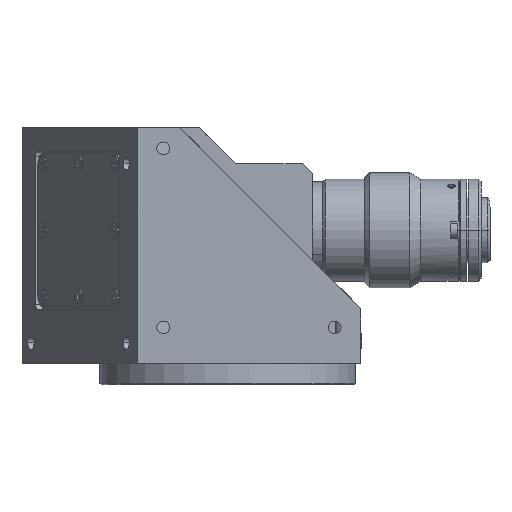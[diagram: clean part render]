
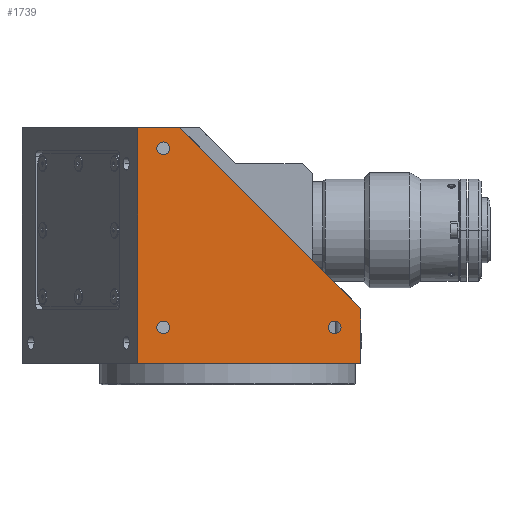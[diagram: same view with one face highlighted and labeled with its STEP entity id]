
A CAD part, front view. The second image highlights one B-rep face of the part: STEP entity #1739.
In plain terms, the highlighted planar face has unit normal (0, -1, 0).
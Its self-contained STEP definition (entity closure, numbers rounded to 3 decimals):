
#6 = DIRECTION ( 'NONE',  ( 0., 0., 1. ) ) ;
#239 = AXIS2_PLACEMENT_3D ( 'NONE', #10978, #13364, #1244 ) ;
#578 = VERTEX_POINT ( 'NONE', #11831 ) ;
#792 = DIRECTION ( 'NONE',  ( 0., -1., 0. ) ) ;
#1026 = LINE ( 'NONE', #2406, #12875 ) ;
#1117 = EDGE_LOOP ( 'NONE', ( #12018, #2895 ) ) ;
#1236 = VERTEX_POINT ( 'NONE', #4319 ) ;
#1239 = AXIS2_PLACEMENT_3D ( 'NONE', #8009, #792, #13931 ) ;
#1244 = DIRECTION ( 'NONE',  ( 0., 0., -1. ) ) ;
#1299 = ORIENTED_EDGE ( 'NONE', *, *, #10540, .F. ) ;
#1322 = ORIENTED_EDGE ( 'NONE', *, *, #9918, .T. ) ;
#1436 = FACE_BOUND ( 'NONE', #3085, .T. ) ;
#1648 = VERTEX_POINT ( 'NONE', #5528 ) ;
#1739 = ADVANCED_FACE ( 'NONE', ( #1436, #10612, #2289, #9291 ), #2519, .T. ) ;
#1846 = ORIENTED_EDGE ( 'NONE', *, *, #5992, .F. ) ;
#1902 = CARTESIAN_POINT ( 'NONE',  ( -35.185, -52., 190.192 ) ) ;
#2289 = FACE_BOUND ( 'NONE', #1117, .T. ) ;
#2406 = CARTESIAN_POINT ( 'NONE',  ( -35.185, -52., 180.192 ) ) ;
#2408 = VECTOR ( 'NONE', #10178, 1000. ) ;
#2519 = PLANE ( 'NONE',  #4911 ) ;
#2715 = CARTESIAN_POINT ( 'NONE',  ( -25.185, -52., 276.692 ) ) ;
#2745 = DIRECTION ( 'NONE',  ( 0., 0., 1. ) ) ;
#2845 = VERTEX_POINT ( 'NONE', #11819 ) ;
#2895 = ORIENTED_EDGE ( 'NONE', *, *, #3457, .F. ) ;
#2913 = EDGE_LOOP ( 'NONE', ( #7695, #1299 ) ) ;
#3085 = EDGE_LOOP ( 'NONE', ( #6233, #4273 ) ) ;
#3102 = CARTESIAN_POINT ( 'NONE',  ( -18.787, -52., 282.192 ) ) ;
#3237 = DIRECTION ( 'NONE',  ( 1., 0., 0. ) ) ;
#3457 = EDGE_CURVE ( 'NONE', #7774, #1648, #14257, .T. ) ;
#3654 = EDGE_CURVE ( 'NONE', #5005, #4526, #14741, .T. ) ;
#3805 = DIRECTION ( 'NONE',  ( 0., 0., -1. ) ) ;
#3851 = CARTESIAN_POINT ( 'NONE',  ( 41.815, -52., 204.192 ) ) ;
#3859 = CARTESIAN_POINT ( 'NONE',  ( 52., -52., 211.405 ) ) ;
#4155 = CARTESIAN_POINT ( 'NONE',  ( -25.185, -52., 206.692 ) ) ;
#4273 = ORIENTED_EDGE ( 'NONE', *, *, #8186, .F. ) ;
#4319 = CARTESIAN_POINT ( 'NONE',  ( -18.787, -52., 282.192 ) ) ;
#4491 = EDGE_CURVE ( 'NONE', #14334, #8953, #10122, .T. ) ;
#4526 = VERTEX_POINT ( 'NONE', #2715 ) ;
#4785 = CARTESIAN_POINT ( 'NONE',  ( 41.815, -52., 206.692 ) ) ;
#4838 = ORIENTED_EDGE ( 'NONE', *, *, #13035, .T. ) ;
#4911 = AXIS2_PLACEMENT_3D ( 'NONE', #9375, #15115, #14280 ) ;
#5005 = VERTEX_POINT ( 'NONE', #8466 ) ;
#5300 = DIRECTION ( 'NONE',  ( 0., -1., 0. ) ) ;
#5528 = CARTESIAN_POINT ( 'NONE',  ( -25.185, -52., 201.692 ) ) ;
#5614 = LINE ( 'NONE', #5695, #12504 ) ;
#5695 = CARTESIAN_POINT ( 'NONE',  ( -35.185, -52., 190.192 ) ) ;
#5864 = CIRCLE ( 'NONE', #12017, 2.5 ) ;
#5992 = EDGE_CURVE ( 'NONE', #10329, #2845, #1026, .T. ) ;
#6068 = ORIENTED_EDGE ( 'NONE', *, *, #12434, .T. ) ;
#6233 = ORIENTED_EDGE ( 'NONE', *, *, #3654, .F. ) ;
#6446 = CARTESIAN_POINT ( 'NONE',  ( 52., -52., 180.192 ) ) ;
#6450 = DIRECTION ( 'NONE',  ( 0., -1., 0. ) ) ;
#7695 = ORIENTED_EDGE ( 'NONE', *, *, #4491, .F. ) ;
#7774 = VERTEX_POINT ( 'NONE', #4155 ) ;
#7905 = VECTOR ( 'NONE', #10370, 1000. ) ;
#8009 = CARTESIAN_POINT ( 'NONE',  ( -25.185, -52., 204.192 ) ) ;
#8186 = EDGE_CURVE ( 'NONE', #4526, #5005, #14933, .T. ) ;
#8247 = DIRECTION ( 'NONE',  ( 0., -1., 0. ) ) ;
#8337 = DIRECTION ( 'NONE',  ( 0., 0., -1. ) ) ;
#8466 = CARTESIAN_POINT ( 'NONE',  ( -25.185, -52., 271.692 ) ) ;
#8949 = LINE ( 'NONE', #3102, #2408 ) ;
#8953 = VERTEX_POINT ( 'NONE', #4785 ) ;
#9106 = CARTESIAN_POINT ( 'NONE',  ( 41.815, -52., 201.692 ) ) ;
#9291 = FACE_OUTER_BOUND ( 'NONE', #14269, .T. ) ;
#9375 = CARTESIAN_POINT ( 'NONE',  ( -35.185, -52., 180.192 ) ) ;
#9771 = EDGE_CURVE ( 'NONE', #1648, #7774, #5864, .T. ) ;
#9918 = EDGE_CURVE ( 'NONE', #10329, #578, #5614, .T. ) ;
#10003 = AXIS2_PLACEMENT_3D ( 'NONE', #14575, #6450, #13357 ) ;
#10122 = CIRCLE ( 'NONE', #12571, 2.5 ) ;
#10155 = DIRECTION ( 'NONE',  ( 0., 0., -1. ) ) ;
#10178 = DIRECTION ( 'NONE',  ( -0.707, 0., 0.707 ) ) ;
#10329 = VERTEX_POINT ( 'NONE', #1902 ) ;
#10370 = DIRECTION ( 'NONE',  ( 1., 0., 0. ) ) ;
#10540 = EDGE_CURVE ( 'NONE', #8953, #14334, #13191, .T. ) ;
#10612 = FACE_BOUND ( 'NONE', #2913, .T. ) ;
#10967 = LINE ( 'NONE', #6446, #12243 ) ;
#10978 = CARTESIAN_POINT ( 'NONE',  ( -25.185, -52., 274.192 ) ) ;
#11228 = CARTESIAN_POINT ( 'NONE',  ( -25.185, -52., 204.192 ) ) ;
#11819 = CARTESIAN_POINT ( 'NONE',  ( -35.185, -52., 282.192 ) ) ;
#11831 = CARTESIAN_POINT ( 'NONE',  ( 52., -52., 190.192 ) ) ;
#12017 = AXIS2_PLACEMENT_3D ( 'NONE', #11228, #5300, #10155 ) ;
#12018 = ORIENTED_EDGE ( 'NONE', *, *, #9771, .F. ) ;
#12243 = VECTOR ( 'NONE', #2745, 1000. ) ;
#12434 = EDGE_CURVE ( 'NONE', #14068, #1236, #8949, .T. ) ;
#12504 = VECTOR ( 'NONE', #3237, 1000. ) ;
#12571 = AXIS2_PLACEMENT_3D ( 'NONE', #3851, #8247, #8337 ) ;
#12748 = LINE ( 'NONE', #14824, #7905 ) ;
#12875 = VECTOR ( 'NONE', #6, 1000. ) ;
#13035 = EDGE_CURVE ( 'NONE', #578, #14068, #10967, .T. ) ;
#13191 = CIRCLE ( 'NONE', #13686, 2.5 ) ;
#13276 = CARTESIAN_POINT ( 'NONE',  ( 41.815, -52., 204.192 ) ) ;
#13357 = DIRECTION ( 'NONE',  ( 0., 0., -1. ) ) ;
#13364 = DIRECTION ( 'NONE',  ( 0., -1., 0. ) ) ;
#13686 = AXIS2_PLACEMENT_3D ( 'NONE', #13276, #14332, #3805 ) ;
#13931 = DIRECTION ( 'NONE',  ( 0., 0., -1. ) ) ;
#13937 = ORIENTED_EDGE ( 'NONE', *, *, #15199, .F. ) ;
#14068 = VERTEX_POINT ( 'NONE', #3859 ) ;
#14257 = CIRCLE ( 'NONE', #1239, 2.5 ) ;
#14269 = EDGE_LOOP ( 'NONE', ( #4838, #6068, #13937, #1846, #1322 ) ) ;
#14280 = DIRECTION ( 'NONE',  ( 0., 0., -1. ) ) ;
#14332 = DIRECTION ( 'NONE',  ( 0., -1., 0. ) ) ;
#14334 = VERTEX_POINT ( 'NONE', #9106 ) ;
#14575 = CARTESIAN_POINT ( 'NONE',  ( -25.185, -52., 274.192 ) ) ;
#14741 = CIRCLE ( 'NONE', #239, 2.5 ) ;
#14824 = CARTESIAN_POINT ( 'NONE',  ( -35.185, -52., 282.192 ) ) ;
#14933 = CIRCLE ( 'NONE', #10003, 2.5 ) ;
#15115 = DIRECTION ( 'NONE',  ( 0., -1., 0. ) ) ;
#15199 = EDGE_CURVE ( 'NONE', #2845, #1236, #12748, .T. ) ;
